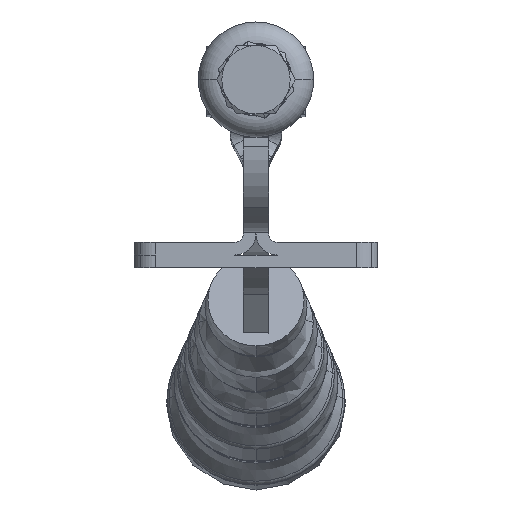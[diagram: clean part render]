
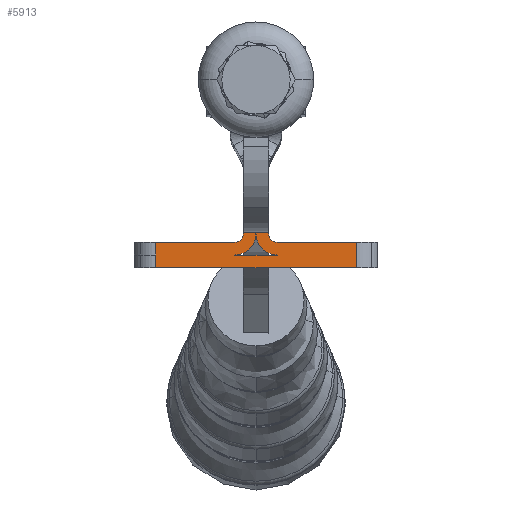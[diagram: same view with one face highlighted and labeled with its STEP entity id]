
A CAD part, left-side view. The second image highlights one B-rep face of the part: STEP entity #5913.
In plain terms, the highlighted planar face has unit normal (-1, 0, 0).
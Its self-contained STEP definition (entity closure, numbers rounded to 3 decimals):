
#2353=CARTESIAN_POINT('',(-30.497,11.321,-3.));
#2354=VERTEX_POINT('',#2353);
#2362=CARTESIAN_POINT('',(-30.497,11.321,0.0));
#2363=VERTEX_POINT('',#2362);
#2364=CARTESIAN_POINT('',(-30.497,11.321,-3.));
#2365=DIRECTION('',(0.0,0.0,1.0));
#2366=VECTOR('',#2365,3.);
#2367=LINE('',#2364,#2366);
#2368=EDGE_CURVE('',#2354,#2363,#2367,.T.);
#2370=CARTESIAN_POINT('',(-30.497,11.322,0.));
#2371=VERTEX_POINT('',#2370);
#2372=CARTESIAN_POINT('',(-30.497,11.321,0.0));
#2373=DIRECTION('',(0.,1.0,0.));
#2374=VECTOR('',#2373,0.001);
#2375=LINE('',#2372,#2374);
#2376=EDGE_CURVE('',#2363,#2371,#2375,.T.);
#2933=CARTESIAN_POINT('',(-30.497,11.322,3.));
#2934=VERTEX_POINT('',#2933);
#2935=CARTESIAN_POINT('',(-30.497,11.322,3.));
#2936=DIRECTION('',(0.0,0.0,-1.0));
#2937=VECTOR('',#2936,3.);
#2938=LINE('',#2935,#2937);
#2939=EDGE_CURVE('',#2934,#2371,#2938,.T.);
#5803=CARTESIAN_POINT('',(-30.497,-12.178,-23.716));
#5804=DIRECTION('',(-1.0,0.0,0.0));
#5805=DIRECTION('',(0.0,-1.0,0.0));
#5806=AXIS2_PLACEMENT_3D('',#5803,#5804,#5805);
#5807=PLANE('',#5806);
#5808=CARTESIAN_POINT('',(-30.497,-35.679,3.));
#5809=VERTEX_POINT('',#5808);
#5810=CARTESIAN_POINT('',(-30.497,-35.679,-3.));
#5811=VERTEX_POINT('',#5810);
#5812=CARTESIAN_POINT('',(-30.497,-35.679,3.));
#5813=DIRECTION('',(0.0,0.0,-1.0));
#5814=VECTOR('',#5813,6.);
#5815=LINE('',#5812,#5814);
#5816=EDGE_CURVE('',#5809,#5811,#5815,.T.);
#5817=ORIENTED_EDGE('',*,*,#5816,.F.);
#5818=CARTESIAN_POINT('',(-30.497,-17.178,3.));
#5819=VERTEX_POINT('',#5818);
#5820=CARTESIAN_POINT('',(-30.497,-35.679,3.));
#5821=DIRECTION('',(0.0,1.0,0.0));
#5822=VECTOR('',#5821,18.5);
#5823=LINE('',#5820,#5822);
#5824=EDGE_CURVE('',#5809,#5819,#5823,.T.);
#5825=ORIENTED_EDGE('',*,*,#5824,.T.);
#5826=CARTESIAN_POINT('',(-30.497,-15.178,5.));
#5827=VERTEX_POINT('',#5826);
#5828=CARTESIAN_POINT('',(-30.497,-17.178,5.0));
#5829=DIRECTION('',(-1.0,0.0,0.0));
#5830=DIRECTION('',(0.0,0.0,-1.0));
#5831=AXIS2_PLACEMENT_3D('',#5828,#5829,#5830);
#5832=CIRCLE('',#5831,2.);
#5833=EDGE_CURVE('',#5827,#5819,#5832,.T.);
#5834=ORIENTED_EDGE('',*,*,#5833,.F.);
#5835=CARTESIAN_POINT('',(-30.497,-15.178,5.284));
#5836=VERTEX_POINT('',#5835);
#5837=CARTESIAN_POINT('',(-30.497,-15.178,5.));
#5838=DIRECTION('',(0.0,0.0,1.0));
#5839=VECTOR('',#5838,0.284);
#5840=LINE('',#5837,#5839);
#5841=EDGE_CURVE('',#5827,#5836,#5840,.T.);
#5842=ORIENTED_EDGE('',*,*,#5841,.T.);
#5843=CARTESIAN_POINT('',(-30.497,-9.178,5.284));
#5844=VERTEX_POINT('',#5843);
#5845=CARTESIAN_POINT('',(-30.497,-15.178,5.284));
#5846=DIRECTION('',(0.0,1.0,0.0));
#5847=VECTOR('',#5846,6.0);
#5848=LINE('',#5845,#5847);
#5849=EDGE_CURVE('',#5836,#5844,#5848,.T.);
#5850=ORIENTED_EDGE('',*,*,#5849,.T.);
#5851=CARTESIAN_POINT('',(-30.497,-9.178,5.));
#5852=VERTEX_POINT('',#5851);
#5853=CARTESIAN_POINT('',(-30.497,-9.178,5.));
#5854=DIRECTION('',(0.0,0.0,1.0));
#5855=VECTOR('',#5854,0.284);
#5856=LINE('',#5853,#5855);
#5857=EDGE_CURVE('',#5852,#5844,#5856,.T.);
#5858=ORIENTED_EDGE('',*,*,#5857,.F.);
#5859=CARTESIAN_POINT('',(-30.497,-7.178,3.));
#5860=VERTEX_POINT('',#5859);
#5861=CARTESIAN_POINT('',(-30.497,-7.178,5.0));
#5862=DIRECTION('',(1.0,0.0,0.0));
#5863=DIRECTION('',(0.0,0.0,-1.0));
#5864=AXIS2_PLACEMENT_3D('',#5861,#5862,#5863);
#5865=CIRCLE('',#5864,2.);
#5866=EDGE_CURVE('',#5852,#5860,#5865,.T.);
#5867=ORIENTED_EDGE('',*,*,#5866,.T.);
#5868=CARTESIAN_POINT('',(-30.497,11.322,3.));
#5869=DIRECTION('',(0.0,-1.0,0.0));
#5870=VECTOR('',#5869,18.5);
#5871=LINE('',#5868,#5870);
#5872=EDGE_CURVE('',#2934,#5860,#5871,.T.);
#5873=ORIENTED_EDGE('',*,*,#5872,.F.);
#5874=ORIENTED_EDGE('',*,*,#2939,.T.);
#5875=ORIENTED_EDGE('',*,*,#2376,.F.);
#5876=ORIENTED_EDGE('',*,*,#2368,.F.);
#5877=CARTESIAN_POINT('',(-30.497,11.321,-3.));
#5878=DIRECTION('',(0.0,-1.0,0.0));
#5879=VECTOR('',#5878,47.);
#5880=LINE('',#5877,#5879);
#5881=EDGE_CURVE('',#2354,#5811,#5880,.T.);
#5882=ORIENTED_EDGE('',*,*,#5881,.T.);
#5883=EDGE_LOOP('',(#5817,#5825,#5834,#5842,#5850,#5858,#5867,#5873,#5874,#5875,#5876,#5882));
#5884=FACE_OUTER_BOUND('',#5883,.T.);
#5885=CARTESIAN_POINT('',(-30.497,-17.178,0.0));
#5886=VERTEX_POINT('',#5885);
#5887=CARTESIAN_POINT('',(-30.497,-7.178,0.));
#5888=VERTEX_POINT('',#5887);
#5889=CARTESIAN_POINT('',(-30.497,-17.178,0.0));
#5890=DIRECTION('',(0.0,1.0,0.0));
#5891=VECTOR('',#5890,10.);
#5892=LINE('',#5889,#5891);
#5893=EDGE_CURVE('',#5886,#5888,#5892,.T.);
#5894=ORIENTED_EDGE('',*,*,#5893,.T.);
#5895=CARTESIAN_POINT('',(-30.497,-12.178,5.));
#5896=VERTEX_POINT('',#5895);
#5897=CARTESIAN_POINT('',(-30.497,-7.178,5.0));
#5898=DIRECTION('',(-1.0,0.0,0.0));
#5899=DIRECTION('',(0.0,0.0,-1.0));
#5900=AXIS2_PLACEMENT_3D('',#5897,#5898,#5899);
#5901=CIRCLE('',#5900,5.0);
#5902=EDGE_CURVE('',#5888,#5896,#5901,.T.);
#5903=ORIENTED_EDGE('',*,*,#5902,.T.);
#5904=CARTESIAN_POINT('',(-30.497,-17.178,5.0));
#5905=DIRECTION('',(1.0,0.0,0.0));
#5906=DIRECTION('',(0.0,0.0,-1.0));
#5907=AXIS2_PLACEMENT_3D('',#5904,#5905,#5906);
#5908=CIRCLE('',#5907,5.0);
#5909=EDGE_CURVE('',#5886,#5896,#5908,.T.);
#5910=ORIENTED_EDGE('',*,*,#5909,.F.);
#5911=EDGE_LOOP('',(#5894,#5903,#5910));
#5912=FACE_BOUND('',#5911,.T.);
#5913=ADVANCED_FACE('',(#5884,#5912),#5807,.T.);
